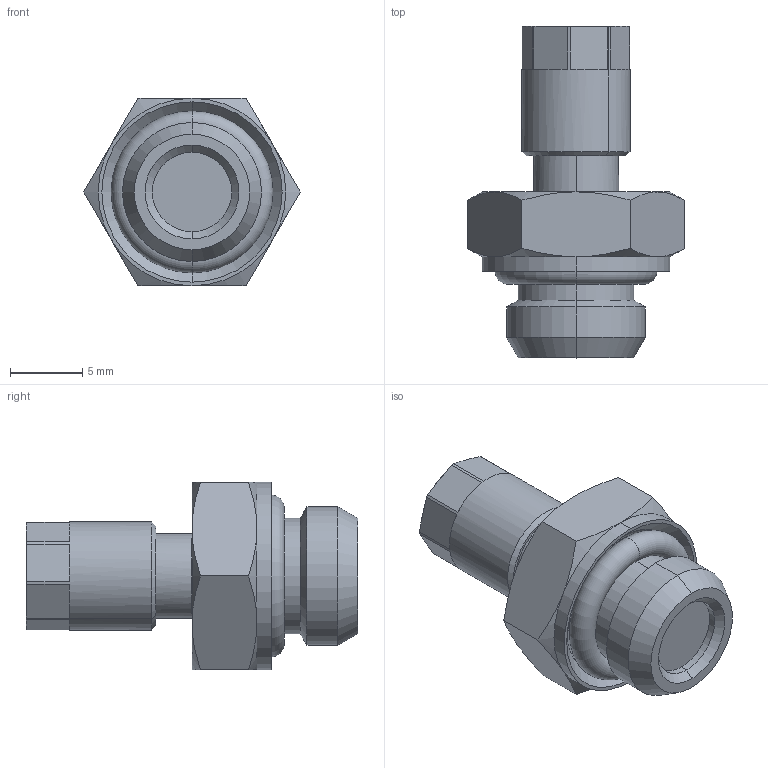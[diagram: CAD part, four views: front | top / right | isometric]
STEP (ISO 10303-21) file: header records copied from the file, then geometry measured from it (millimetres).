
FILE_DESCRIPTION (( 'STEP AP214' ), '1' );
FILE_NAME ('0102000001.step', '2012-09-28T13:17:55', ( '' ), ( '' ), 'SwSTEP 2.0', 'SolidWorks 2012', '' );
FILE_SCHEMA (( 'AUTOMOTIVE_DESIGN' ));
Length unit declared in the file: millimetre
Products named in the file (1): 0102000001
Bounding box: 15.01 x 23 x 13 mm (x, y, z)
Volume: 1595.3 mm3; surface area: 1164.4 mm2
Topology: 1 solids, 1 shells, 88 faces, 196 edges, 117 vertices
Faces by surface type: cone 33, plane 31, cylinder 16, torus 8
Entity records: 2974 total; most frequent: CARTESIAN_POINT 586, DIRECTION 431, ORIENTED_EDGE 392, EDGE_CURVE 196, AXIS2_PLACEMENT_3D 186, VERTEX_POINT 117, CIRCLE 97, EDGE_LOOP 95
